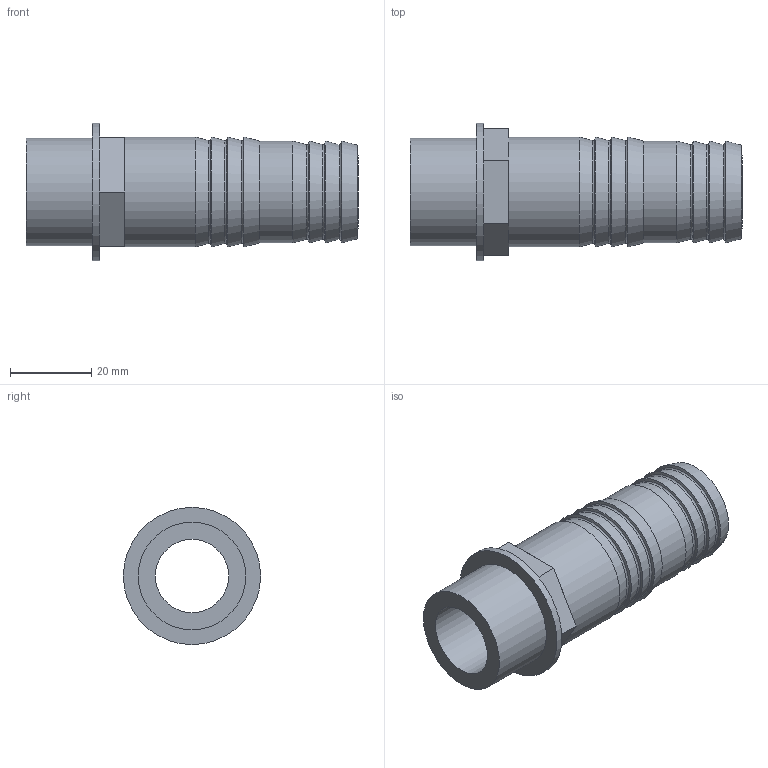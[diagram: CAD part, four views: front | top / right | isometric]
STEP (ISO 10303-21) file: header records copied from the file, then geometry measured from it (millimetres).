
FILE_DESCRIPTION(/* description */ (''),/* implementation_level */ '2;1');
FILE_NAME(/* name */ 'AFV034025027.ipt.stp',/* time_stamp */ '2013-10-01T14:35:15+02:00',/* author */ ('bfaro'),/* organization */ (''),/* preprocessor_version */ 'ST-DEVELOPER v15.2',/* originating_system */ 'Autodesk Inventor 2014',/* authorisation */ '');
FILE_SCHEMA (('AUTOMOTIVE_DESIGN { 1 0 10303 214 3 1 1 }'));
Length unit declared in the file: millimetre
Products named in the file (1): AFV034025027
Bounding box: 81.5 x 33.7 x 33.7 mm (x, y, z)
Volume: 23180.1 mm3; surface area: 12798 mm2
Topology: 1 solids, 1 shells, 41 faces, 97 edges, 59 vertices
Faces by surface type: cone 15, plane 15, torus 6, cylinder 5
Full cylindrical faces by diameter (mm): 18 x1, 25 x1, 26.4 x1, 27 x1, 33.7 x1
Entity records: 947 total; most frequent: DIRECTION 176, CARTESIAN_POINT 146, ORIENTED_EDGE 116, AXIS2_PLACEMENT_3D 76, EDGE_LOOP 70, EDGE_CURVE 58, VERTEX_POINT 46, FACE_OUTER_BOUND 41
